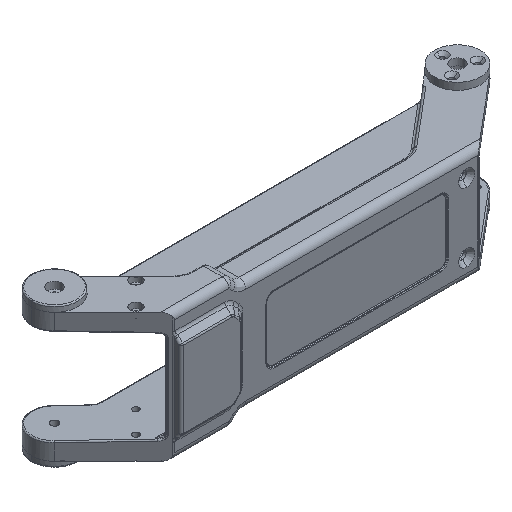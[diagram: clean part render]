
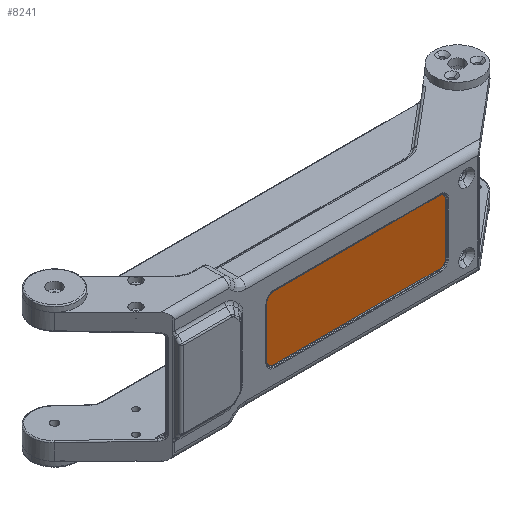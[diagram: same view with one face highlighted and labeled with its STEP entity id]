
A CAD part, isometric view. The second image highlights one B-rep face of the part: STEP entity #8241.
In plain terms, the highlighted planar face has unit normal (0, -1, 0).
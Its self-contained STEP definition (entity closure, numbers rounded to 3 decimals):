
#7586 = EDGE_CURVE('',#7587,#7589,#7591,.T.);
#7587 = VERTEX_POINT('',#7588);
#7588 = CARTESIAN_POINT('',(-27.793,-32.5,11.));
#7589 = VERTEX_POINT('',#7590);
#7590 = CARTESIAN_POINT('',(-27.793,-32.5,-11.));
#7591 = LINE('',#7592,#7593);
#7592 = CARTESIAN_POINT('',(-27.793,-32.5,-28.));
#7593 = VECTOR('',#7594,1.);
#7594 = DIRECTION('',(-0.,-0.,-1.));
#7628 = EDGE_CURVE('',#7589,#7629,#7631,.T.);
#7629 = VERTEX_POINT('',#7630);
#7630 = CARTESIAN_POINT('',(-25.,-32.5,-13.793));
#7631 = B_SPLINE_CURVE_WITH_KNOTS('',3,(#7632,#7633,#7634,#7635,#7636,
    #7637,#7638,#7639,#7640,#7641,#7642,#7643,#7644,#7645,#7646,#7647,
    #7648,#7649,#7650,#7651),.UNSPECIFIED.,.F.,.F.,(4,1,1,1,2,2,2,1,1,1,
    2,2,4),(0.,0.125,0.188,0.219,0.234,0.25,0.5,0.625,0.688,
    0.719,0.734,0.75,1.),.UNSPECIFIED.);
#7632 = CARTESIAN_POINT('',(-27.793,-32.5,-11.));
#7633 = CARTESIAN_POINT('',(-27.793,-32.5,-11.177));
#7634 = CARTESIAN_POINT('',(-27.768,-32.5,-11.439));
#7635 = CARTESIAN_POINT('',(-27.697,-32.5,-11.736));
#7636 = CARTESIAN_POINT('',(-27.65,-32.5,-11.883));
#7637 = CARTESIAN_POINT('',(-27.628,-32.5,-11.945));
#7638 = CARTESIAN_POINT('',(-27.613,-32.5,-11.987));
#7639 = CARTESIAN_POINT('',(-27.606,-32.5,-12.006));
#7640 = CARTESIAN_POINT('',(-27.455,-32.5,-12.386));
#7641 = CARTESIAN_POINT('',(-27.247,-32.5,-12.702));
#7642 = CARTESIAN_POINT('',(-26.839,-32.5,-13.111));
#7643 = CARTESIAN_POINT('',(-26.618,-32.5,-13.291));
#7644 = CARTESIAN_POINT('',(-26.333,-32.5,-13.458));
#7645 = CARTESIAN_POINT('',(-26.183,-32.5,-13.531));
#7646 = CARTESIAN_POINT('',(-26.117,-32.5,-13.56));
#7647 = CARTESIAN_POINT('',(-26.073,-32.5,-13.579));
#7648 = CARTESIAN_POINT('',(-26.049,-32.5,-13.589));
#7649 = CARTESIAN_POINT('',(-25.698,-32.5,-13.728));
#7650 = CARTESIAN_POINT('',(-25.355,-32.5,-13.793));
#7651 = CARTESIAN_POINT('',(-25.,-32.5,-13.793));
#7690 = EDGE_CURVE('',#7629,#7691,#7693,.T.);
#7691 = VERTEX_POINT('',#7692);
#7692 = CARTESIAN_POINT('',(47.,-32.5,-13.793));
#7693 = LINE('',#7694,#7695);
#7694 = CARTESIAN_POINT('',(0.,-32.5,-13.793));
#7695 = VECTOR('',#7696,1.);
#7696 = DIRECTION('',(1.,-0.,-0.));
#7732 = EDGE_CURVE('',#7691,#7733,#7735,.T.);
#7733 = VERTEX_POINT('',#7734);
#7734 = CARTESIAN_POINT('',(49.793,-32.5,-11.));
#7735 = B_SPLINE_CURVE_WITH_KNOTS('',3,(#7736,#7737,#7738,#7739,#7740,
    #7741,#7742,#7743,#7744,#7745,#7746,#7747,#7748,#7749,#7750,#7751,
    #7752,#7753,#7754,#7755),.UNSPECIFIED.,.F.,.F.,(4,1,1,1,2,2,2,1,1,1,
    2,2,4),(0.,0.125,0.188,0.219,0.234,0.25,0.5,0.625,0.688,
    0.719,0.734,0.75,1.),.UNSPECIFIED.);
#7736 = CARTESIAN_POINT('',(47.,-32.5,-13.793));
#7737 = CARTESIAN_POINT('',(47.177,-32.5,-13.793));
#7738 = CARTESIAN_POINT('',(47.439,-32.5,-13.768));
#7739 = CARTESIAN_POINT('',(47.736,-32.5,-13.697));
#7740 = CARTESIAN_POINT('',(47.883,-32.5,-13.65));
#7741 = CARTESIAN_POINT('',(47.945,-32.5,-13.628));
#7742 = CARTESIAN_POINT('',(47.987,-32.5,-13.613));
#7743 = CARTESIAN_POINT('',(48.006,-32.5,-13.606));
#7744 = CARTESIAN_POINT('',(48.386,-32.5,-13.455));
#7745 = CARTESIAN_POINT('',(48.702,-32.5,-13.247));
#7746 = CARTESIAN_POINT('',(49.111,-32.5,-12.839));
#7747 = CARTESIAN_POINT('',(49.291,-32.5,-12.618));
#7748 = CARTESIAN_POINT('',(49.458,-32.5,-12.333));
#7749 = CARTESIAN_POINT('',(49.531,-32.5,-12.183));
#7750 = CARTESIAN_POINT('',(49.56,-32.5,-12.117));
#7751 = CARTESIAN_POINT('',(49.579,-32.5,-12.073));
#7752 = CARTESIAN_POINT('',(49.589,-32.5,-12.049));
#7753 = CARTESIAN_POINT('',(49.728,-32.5,-11.698));
#7754 = CARTESIAN_POINT('',(49.793,-32.5,-11.355));
#7755 = CARTESIAN_POINT('',(49.793,-32.5,-11.));
#7793 = EDGE_CURVE('',#7733,#7794,#7796,.T.);
#7794 = VERTEX_POINT('',#7795);
#7795 = CARTESIAN_POINT('',(49.793,-32.5,11.));
#7796 = LINE('',#7797,#7798);
#7797 = CARTESIAN_POINT('',(49.793,-32.5,-28.));
#7798 = VECTOR('',#7799,1.);
#7799 = DIRECTION('',(-0.,-0.,1.));
#7826 = EDGE_CURVE('',#7794,#7827,#7829,.T.);
#7827 = VERTEX_POINT('',#7828);
#7828 = CARTESIAN_POINT('',(47.,-32.5,13.793));
#7829 = B_SPLINE_CURVE_WITH_KNOTS('',3,(#7830,#7831,#7832,#7833,#7834,
    #7835,#7836,#7837,#7838,#7839,#7840,#7841,#7842,#7843,#7844,#7845,
    #7846,#7847,#7848,#7849),.UNSPECIFIED.,.F.,.F.,(4,1,1,1,2,2,2,1,1,1,
    2,2,4),(0.,0.125,0.188,0.219,0.234,0.25,0.5,0.625,0.688,
    0.719,0.734,0.75,1.),.UNSPECIFIED.);
#7830 = CARTESIAN_POINT('',(49.793,-32.5,11.));
#7831 = CARTESIAN_POINT('',(49.793,-32.5,11.177));
#7832 = CARTESIAN_POINT('',(49.768,-32.5,11.439));
#7833 = CARTESIAN_POINT('',(49.697,-32.5,11.736));
#7834 = CARTESIAN_POINT('',(49.65,-32.5,11.883));
#7835 = CARTESIAN_POINT('',(49.628,-32.5,11.945));
#7836 = CARTESIAN_POINT('',(49.613,-32.5,11.987));
#7837 = CARTESIAN_POINT('',(49.606,-32.5,12.006));
#7838 = CARTESIAN_POINT('',(49.455,-32.5,12.386));
#7839 = CARTESIAN_POINT('',(49.247,-32.5,12.702));
#7840 = CARTESIAN_POINT('',(48.839,-32.5,13.111));
#7841 = CARTESIAN_POINT('',(48.618,-32.5,13.291));
#7842 = CARTESIAN_POINT('',(48.333,-32.5,13.458));
#7843 = CARTESIAN_POINT('',(48.183,-32.5,13.531));
#7844 = CARTESIAN_POINT('',(48.117,-32.5,13.56));
#7845 = CARTESIAN_POINT('',(48.073,-32.5,13.579));
#7846 = CARTESIAN_POINT('',(48.049,-32.5,13.589));
#7847 = CARTESIAN_POINT('',(47.698,-32.5,13.728));
#7848 = CARTESIAN_POINT('',(47.355,-32.5,13.793));
#7849 = CARTESIAN_POINT('',(47.,-32.5,13.793));
#7887 = EDGE_CURVE('',#7827,#7888,#7890,.T.);
#7888 = VERTEX_POINT('',#7889);
#7889 = CARTESIAN_POINT('',(-25.,-32.5,13.793));
#7890 = LINE('',#7891,#7892);
#7891 = CARTESIAN_POINT('',(11.,-32.5,13.793));
#7892 = VECTOR('',#7893,1.);
#7893 = DIRECTION('',(-1.,0.,0.));
#7918 = EDGE_CURVE('',#7888,#7587,#7919,.T.);
#7919 = B_SPLINE_CURVE_WITH_KNOTS('',3,(#7920,#7921,#7922,#7923,#7924,
    #7925,#7926,#7927,#7928,#7929,#7930,#7931,#7932,#7933,#7934,#7935,
    #7936,#7937,#7938,#7939),.UNSPECIFIED.,.F.,.F.,(4,1,1,1,2,2,2,1,1,1,
    2,2,4),(0.,0.125,0.188,0.219,0.234,0.25,0.5,0.625,0.688,
    0.719,0.734,0.75,1.),.UNSPECIFIED.);
#7920 = CARTESIAN_POINT('',(-25.,-32.5,13.793));
#7921 = CARTESIAN_POINT('',(-25.177,-32.5,13.793));
#7922 = CARTESIAN_POINT('',(-25.439,-32.5,13.768));
#7923 = CARTESIAN_POINT('',(-25.736,-32.5,13.697));
#7924 = CARTESIAN_POINT('',(-25.883,-32.5,13.65));
#7925 = CARTESIAN_POINT('',(-25.945,-32.5,13.628));
#7926 = CARTESIAN_POINT('',(-25.987,-32.5,13.613));
#7927 = CARTESIAN_POINT('',(-26.006,-32.5,13.606));
#7928 = CARTESIAN_POINT('',(-26.386,-32.5,13.455));
#7929 = CARTESIAN_POINT('',(-26.702,-32.5,13.247));
#7930 = CARTESIAN_POINT('',(-27.111,-32.5,12.839));
#7931 = CARTESIAN_POINT('',(-27.291,-32.5,12.618));
#7932 = CARTESIAN_POINT('',(-27.458,-32.5,12.333));
#7933 = CARTESIAN_POINT('',(-27.531,-32.5,12.183));
#7934 = CARTESIAN_POINT('',(-27.56,-32.5,12.117));
#7935 = CARTESIAN_POINT('',(-27.579,-32.5,12.073));
#7936 = CARTESIAN_POINT('',(-27.589,-32.5,12.049));
#7937 = CARTESIAN_POINT('',(-27.728,-32.5,11.698));
#7938 = CARTESIAN_POINT('',(-27.793,-32.5,11.355));
#7939 = CARTESIAN_POINT('',(-27.793,-32.5,11.));
#8241 = ADVANCED_FACE('',(#8242),#8252,.T.);
#8242 = FACE_BOUND('',#8243,.T.);
#8243 = EDGE_LOOP('',(#8244,#8245,#8246,#8247,#8248,#8249,#8250,#8251));
#8244 = ORIENTED_EDGE('',*,*,#7826,.T.);
#8245 = ORIENTED_EDGE('',*,*,#7887,.T.);
#8246 = ORIENTED_EDGE('',*,*,#7918,.T.);
#8247 = ORIENTED_EDGE('',*,*,#7586,.T.);
#8248 = ORIENTED_EDGE('',*,*,#7628,.T.);
#8249 = ORIENTED_EDGE('',*,*,#7690,.T.);
#8250 = ORIENTED_EDGE('',*,*,#7732,.T.);
#8251 = ORIENTED_EDGE('',*,*,#7793,.T.);
#8252 = PLANE('',#8253);
#8253 = AXIS2_PLACEMENT_3D('',#8254,#8255,#8256);
#8254 = CARTESIAN_POINT('',(0.,-32.5,-28.));
#8255 = DIRECTION('',(0.,-1.,0.));
#8256 = DIRECTION('',(0.,-0.,-1.));
